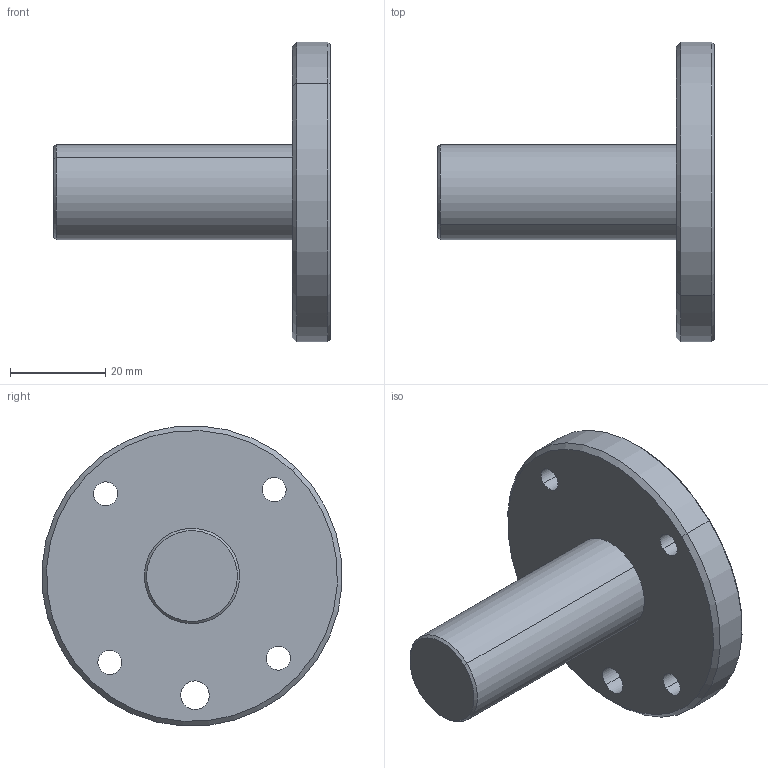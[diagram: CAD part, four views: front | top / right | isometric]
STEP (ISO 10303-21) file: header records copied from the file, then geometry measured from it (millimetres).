
FILE_DESCRIPTION (( 'STEP AP214' ), '1' );
FILE_NAME ('7.STEP', '2022-11-12T16:28:46', ( '' ), ( '' ), 'SwSTEP 2.0', 'SolidWorks 2021', '' );
FILE_SCHEMA (( 'AUTOMOTIVE_DESIGN' ));
Length unit declared in the file: millimetre
Products named in the file (1): 7
Bounding box: 58 x 62.88 x 62.88 mm (x, y, z)
Surface area: 11205 mm2 (no closed solid volume)
Topology: 0 solids, 1 shells, 23 faces, 54 edges, 34 vertices
Faces by surface type: cylinder 14, cone 6, plane 3
Entity records: 970 total; most frequent: DIRECTION 136, CARTESIAN_POINT 112, ORIENTED_EDGE 108, AXIS2_PLACEMENT_3D 58, EDGE_CURVE 54, VERTEX_POINT 34, EDGE_LOOP 34, CIRCLE 34
